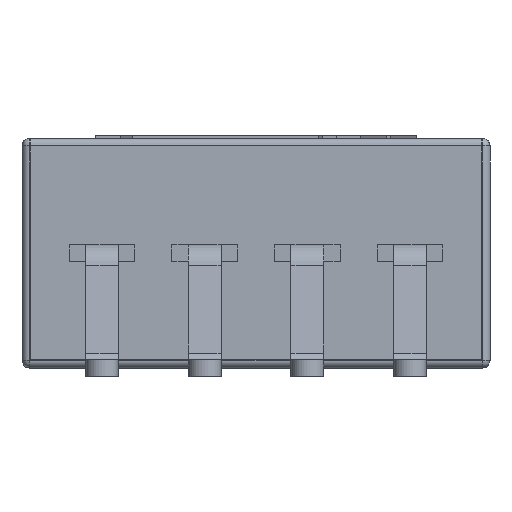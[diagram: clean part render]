
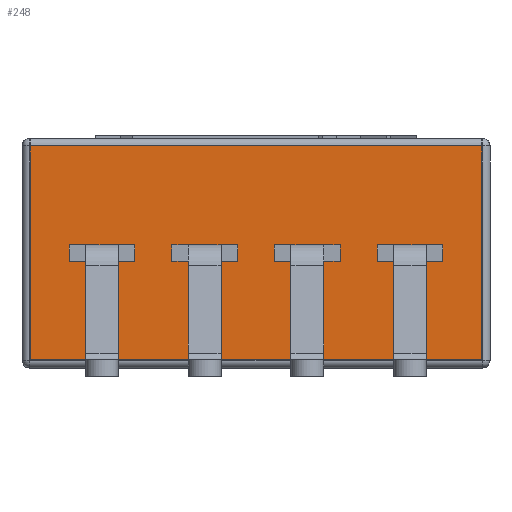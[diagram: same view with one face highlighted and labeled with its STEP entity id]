
A CAD part, front view. The second image highlights one B-rep face of the part: STEP entity #248.
In plain terms, the highlighted planar face has unit normal (0, -1, 0).
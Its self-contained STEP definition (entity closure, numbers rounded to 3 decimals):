
#248=ADVANCED_FACE('',(#3647),#3649,.T.);
#3647=FACE_BOUND('',#3648,.T.);
#3648=EDGE_LOOP('',(#6309,#6310,#6311,#6312));
#3649=PLANE('',#3650);
#3650=AXIS2_PLACEMENT_3D('',#3651,#3652,#3653);
#3651=CARTESIAN_POINT('',(-2.75,-4.5,0.2));
#3652=DIRECTION('',(0.,-1.,0.));
#3653=DIRECTION('',(1.,0.,0.));
#6309=ORIENTED_EDGE('',*,*,#8085,.F.);
#6310=ORIENTED_EDGE('',*,*,#8084,.F.);
#6311=ORIENTED_EDGE('',*,*,#8086,.T.);
#6312=ORIENTED_EDGE('',*,*,#8072,.T.);
#8072=EDGE_CURVE('',#8987,#8984,#8988,.T.);
#8084=EDGE_CURVE('',#9007,#9002,#9009,.T.);
#8085=EDGE_CURVE('',#9002,#8984,#9010,.T.);
#8086=EDGE_CURVE('',#9007,#8987,#9011,.T.);
#8984=VERTEX_POINT('',#10551);
#8987=VERTEX_POINT('',#10557);
#8988=LINE('',#10558,#10559);
#9002=VERTEX_POINT('',#10589);
#9007=VERTEX_POINT('',#10602);
#9009=LINE('',#10606,#10607);
#9010=LINE('',#10609,#10610);
#9011=LINE('',#10612,#10613);
#10551=CARTESIAN_POINT('',(2.75,-4.5,2.805));
#10557=CARTESIAN_POINT('',(2.75,-4.5,0.2));
#10558=CARTESIAN_POINT('',(2.75,-4.5,0.2));
#10559=VECTOR('',#10560,1.);
#10560=DIRECTION('',(0.,0.,1.));
#10589=CARTESIAN_POINT('',(-2.75,-4.5,2.805));
#10602=CARTESIAN_POINT('',(-2.75,-4.5,0.2));
#10606=CARTESIAN_POINT('',(-2.75,-4.5,0.2));
#10607=VECTOR('',#10608,1.);
#10608=DIRECTION('',(0.,0.,1.));
#10609=CARTESIAN_POINT('',(-2.75,-4.5,2.805));
#10610=VECTOR('',#10611,1.);
#10611=DIRECTION('',(1.,0.,0.));
#10612=CARTESIAN_POINT('',(-2.75,-4.5,0.2));
#10613=VECTOR('',#10614,1.);
#10614=DIRECTION('',(1.,0.,0.));
